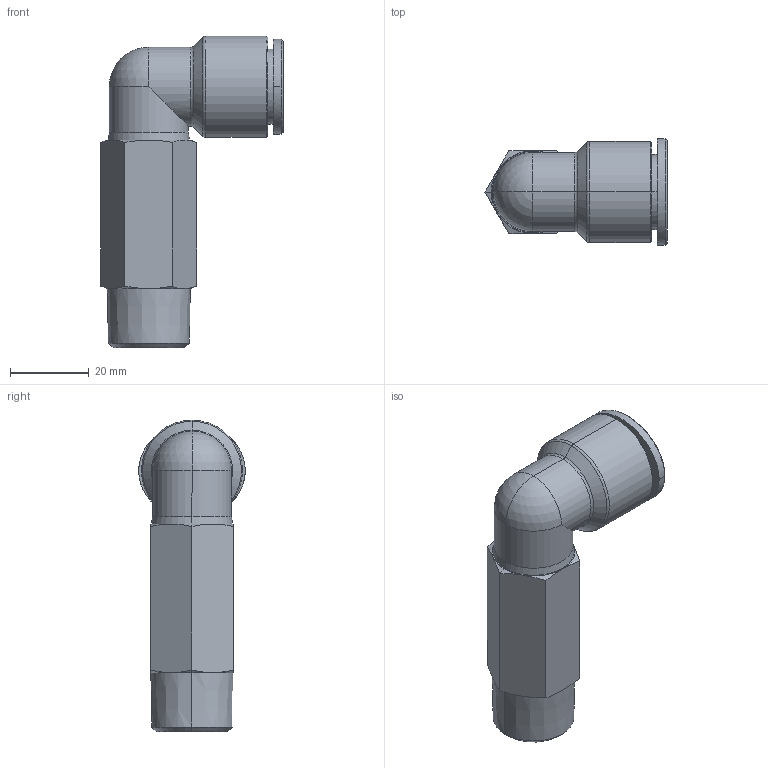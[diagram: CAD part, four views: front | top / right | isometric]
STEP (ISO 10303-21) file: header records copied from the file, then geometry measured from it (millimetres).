
FILE_DESCRIPTION((''),'2;1');
FILE_NAME('GPLL 1604(3D).stp','2012-12-21T11:09:51',(''),(''),'Mechanical Desktop.R8.0.24.0','Mechanical Desktop.R8.0.24.0',', , ');
FILE_SCHEMA(('CONFIG_CONTROL_DESIGN'));
Length unit declared in the file: millimetre
Products named in the file (2): GPLL 1604(3D); ºÎÇ°1
Assembly tree (1 placements, depth 2):
  GPLL 1604(3D)
    ºÎÇ°1
Bounding box: 46.12 x 27 x 78.9 mm (x, y, z)
Volume: 26239.9 mm3; surface area: 11473.5 mm2
Topology: 1 solids, 1 shells, 279 faces, 748 edges, 483 vertices
Faces by surface type: plane 190, cone 32, bspline 31, cylinder 22, torus 2, sphere 2
Entity records: 9460 total; most frequent: CARTESIAN_POINT 2480, ORIENTED_EDGE 1488, DIRECTION 1353, EDGE_CURVE 744, VECTOR 577, LINE 577, VERTEX_POINT 483, AXIS2_PLACEMENT_3D 388
